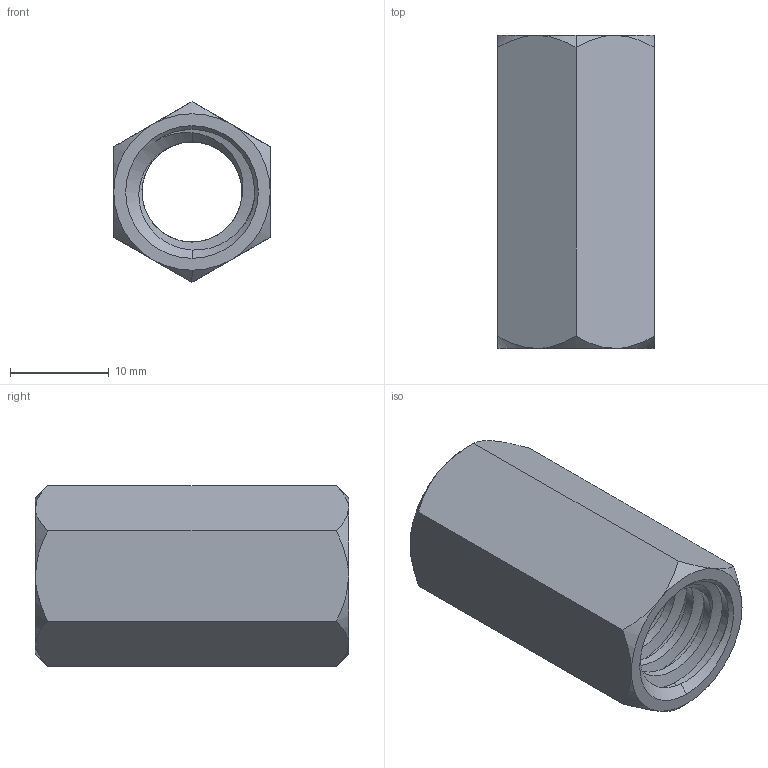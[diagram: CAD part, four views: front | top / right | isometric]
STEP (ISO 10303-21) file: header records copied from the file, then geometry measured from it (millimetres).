
FILE_DESCRIPTION (( 'STEP AP203' ), '1' );
FILE_NAME ('ACME Nut_93023A673_sldprt.STEP', '2023-01-20T01:40:02', ( '' ), ( '' ), 'SwSTEP 2.0', 'SolidWorks 2022', '' );
FILE_SCHEMA (( 'CONFIG_CONTROL_DESIGN' ));
Length unit declared in the file: inch
Products named in the file (1): ACME Nut_93023A673_sldprt
Bounding box: 15.88 x 31.75 x 18.33 mm (x, y, z)
Volume: 3574.6 mm3; surface area: 3878.8 mm2
Topology: 1 solids, 1 shells, 56 faces, 147 edges, 93 vertices
Faces by surface type: cylinder 26, cone 19, plane 8, bspline 3
Entity records: 4566 total; most frequent: CARTESIAN_POINT 3329, ORIENTED_EDGE 294, DIRECTION 188, EDGE_CURVE 147, VERTEX_POINT 93, AXIS2_PLACEMENT_3D 75, EDGE_LOOP 58, ADVANCED_FACE 56
